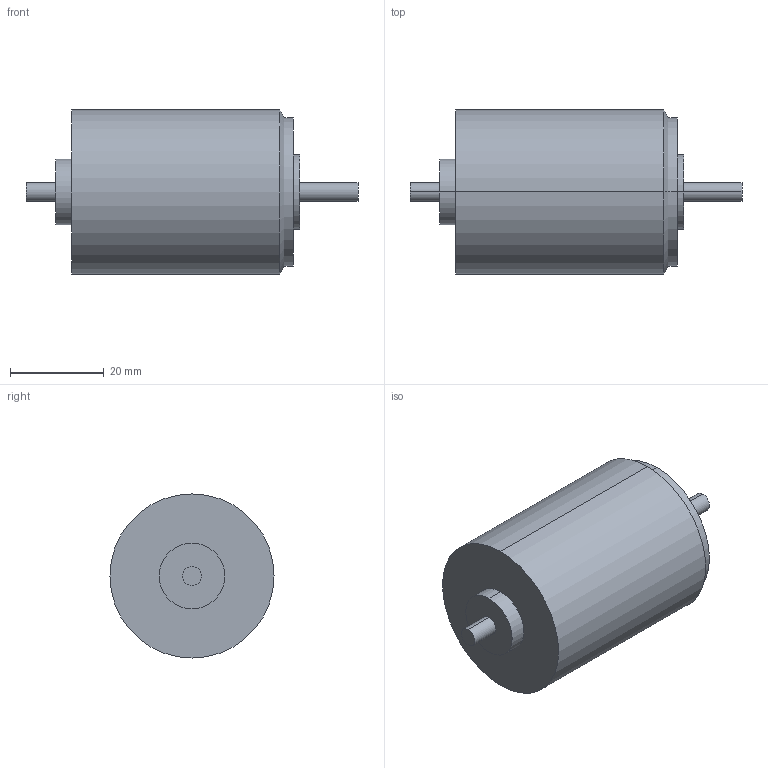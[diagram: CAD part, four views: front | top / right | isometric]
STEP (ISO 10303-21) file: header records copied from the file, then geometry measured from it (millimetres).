
FILE_DESCRIPTION (( 'STEP AP203' ), '1' );
FILE_NAME ('moteur poignet_Défaut_sldprt.STEP', '2017-12-12T20:33:48', ( '' ), ( '' ), 'SwSTEP 2.0', 'SolidWorks 2016', '' );
FILE_SCHEMA (( 'CONFIG_CONTROL_DESIGN' ));
Length unit declared in the file: millimetre
Products named in the file (1): moteur poignet_Défaut_sldprt
Bounding box: 70.8 x 35 x 35 mm (x, y, z)
Volume: 45996.6 mm3; surface area: 7576.3 mm2
Topology: 1 solids, 1 shells, 36 faces, 78 edges, 44 vertices
Faces by surface type: cylinder 20, cone 10, plane 6
Entity records: 1007 total; most frequent: DIRECTION 184, CARTESIAN_POINT 151, ORIENTED_EDGE 140, AXIS2_PLACEMENT_3D 77, EDGE_CURVE 70, EDGE_LOOP 44, VERTEX_POINT 44, CIRCLE 40
